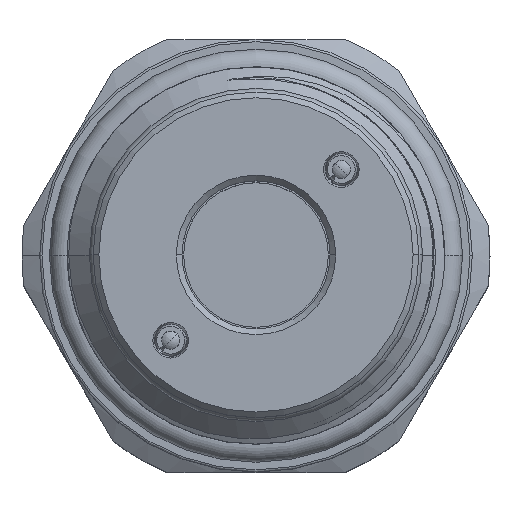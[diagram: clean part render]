
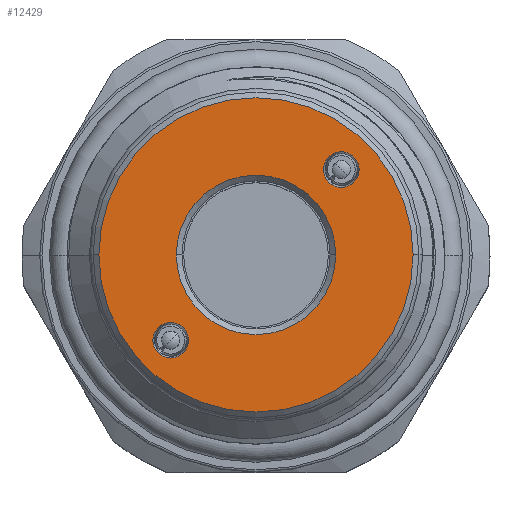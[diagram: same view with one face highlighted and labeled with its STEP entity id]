
A CAD part, top view. The second image highlights one B-rep face of the part: STEP entity #12429.
In plain terms, the highlighted planar face has unit normal (0, 0, 1).
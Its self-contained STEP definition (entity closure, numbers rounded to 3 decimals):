
#43 = CIRCLE ( 'NONE', #6864, 13.8 ) ;
#250 = EDGE_CURVE ( 'NONE', #14400, #15367, #14293, .T. ) ;
#413 = CARTESIAN_POINT ( 'NONE',  ( -7.495, -7.495, 0. ) ) ;
#427 = FACE_BOUND ( 'NONE', #12110, .T. ) ;
#511 = DIRECTION ( 'NONE',  ( 0., 0., 1. ) ) ;
#543 = DIRECTION ( 'NONE',  ( 1., 0., 0. ) ) ;
#712 = EDGE_CURVE ( 'NONE', #17296, #6818, #10038, .T. ) ;
#833 = AXIS2_PLACEMENT_3D ( 'NONE', #7526, #511, #10061 ) ;
#1007 = CIRCLE ( 'NONE', #7836, 1.561 ) ;
#1776 = DIRECTION ( 'NONE',  ( 0., -1., 0. ) ) ;
#1821 = EDGE_CURVE ( 'NONE', #5952, #3430, #15948, .T. ) ;
#1932 = EDGE_CURVE ( 'NONE', #15367, #14400, #43, .T. ) ;
#2136 = EDGE_LOOP ( 'NONE', ( #6763, #5915 ) ) ;
#2699 = EDGE_CURVE ( 'NONE', #3430, #5952, #8495, .T. ) ;
#2785 = CARTESIAN_POINT ( 'NONE',  ( 7.495, 7.495, 0. ) ) ;
#2798 = DIRECTION ( 'NONE',  ( 1., 0., 0. ) ) ;
#3020 = AXIS2_PLACEMENT_3D ( 'NONE', #3504, #4934, #17043 ) ;
#3369 = CARTESIAN_POINT ( 'NONE',  ( -13.8, 0., 0. ) ) ;
#3430 = VERTEX_POINT ( 'NONE', #14280 ) ;
#3504 = CARTESIAN_POINT ( 'NONE',  ( -7.495, -7.495, 0. ) ) ;
#3970 = DIRECTION ( 'NONE',  ( 1., 0., 0. ) ) ;
#4086 = EDGE_LOOP ( 'NONE', ( #5127, #5729 ) ) ;
#4278 = DIRECTION ( 'NONE',  ( 0., 0., 1. ) ) ;
#4720 = CIRCLE ( 'NONE', #12238, 1.561 ) ;
#4834 = EDGE_CURVE ( 'NONE', #6818, #17296, #9315, .T. ) ;
#4903 = FACE_BOUND ( 'NONE', #4086, .T. ) ;
#4931 = ORIENTED_EDGE ( 'NONE', *, *, #1821, .T. ) ;
#4934 = DIRECTION ( 'NONE',  ( 0., 0., -1. ) ) ;
#5127 = ORIENTED_EDGE ( 'NONE', *, *, #712, .T. ) ;
#5729 = ORIENTED_EDGE ( 'NONE', *, *, #4834, .T. ) ;
#5915 = ORIENTED_EDGE ( 'NONE', *, *, #6934, .T. ) ;
#5952 = VERTEX_POINT ( 'NONE', #9767 ) ;
#6084 = AXIS2_PLACEMENT_3D ( 'NONE', #9025, #17013, #15654 ) ;
#6728 = DIRECTION ( 'NONE',  ( 0., 1., 0. ) ) ;
#6763 = ORIENTED_EDGE ( 'NONE', *, *, #15819, .T. ) ;
#6818 = VERTEX_POINT ( 'NONE', #13658 ) ;
#6864 = AXIS2_PLACEMENT_3D ( 'NONE', #16342, #4278, #2798 ) ;
#6934 = EDGE_CURVE ( 'NONE', #9178, #14802, #1007, .T. ) ;
#7172 = DIRECTION ( 'NONE',  ( 0., 0., -1. ) ) ;
#7265 = CARTESIAN_POINT ( 'NONE',  ( 13.8, 0., 0. ) ) ;
#7526 = CARTESIAN_POINT ( 'NONE',  ( 0., 0., 0. ) ) ;
#7836 = AXIS2_PLACEMENT_3D ( 'NONE', #2785, #16427, #6728 ) ;
#8495 = CIRCLE ( 'NONE', #6084, 7. ) ;
#8685 = CARTESIAN_POINT ( 'NONE',  ( 0., 0., 0. ) ) ;
#8763 = CARTESIAN_POINT ( 'NONE',  ( 7.495, 5.935, 0. ) ) ;
#9025 = CARTESIAN_POINT ( 'NONE',  ( 0., 0., 0. ) ) ;
#9178 = VERTEX_POINT ( 'NONE', #16309 ) ;
#9315 = CIRCLE ( 'NONE', #10739, 1.561 ) ;
#9350 = CARTESIAN_POINT ( 'NONE',  ( 7.495, 7.495, 0. ) ) ;
#9767 = CARTESIAN_POINT ( 'NONE',  ( -7., 0., 0. ) ) ;
#10038 = CIRCLE ( 'NONE', #3020, 1.561 ) ;
#10049 = DIRECTION ( 'NONE',  ( 0., 0., 1. ) ) ;
#10061 = DIRECTION ( 'NONE',  ( 1., 0., 0. ) ) ;
#10739 = AXIS2_PLACEMENT_3D ( 'NONE', #413, #7172, #1776 ) ;
#10910 = DIRECTION ( 'NONE',  ( 0., 0., -1. ) ) ;
#12110 = EDGE_LOOP ( 'NONE', ( #13622, #4931 ) ) ;
#12238 = AXIS2_PLACEMENT_3D ( 'NONE', #9350, #10910, #13631 ) ;
#12429 = ADVANCED_FACE ( 'NONE', ( #17381, #427, #15708, #4903 ), #12843, .T. ) ;
#12843 = PLANE ( 'NONE',  #14140 ) ;
#13622 = ORIENTED_EDGE ( 'NONE', *, *, #2699, .T. ) ;
#13631 = DIRECTION ( 'NONE',  ( 0., 1., 0. ) ) ;
#13658 = CARTESIAN_POINT ( 'NONE',  ( -7.495, -9.056, 0. ) ) ;
#13764 = EDGE_LOOP ( 'NONE', ( #17548, #14004 ) ) ;
#14004 = ORIENTED_EDGE ( 'NONE', *, *, #1932, .T. ) ;
#14140 = AXIS2_PLACEMENT_3D ( 'NONE', #8685, #10049, #543 ) ;
#14280 = CARTESIAN_POINT ( 'NONE',  ( 7., 0., 0. ) ) ;
#14293 = CIRCLE ( 'NONE', #833, 13.8 ) ;
#14400 = VERTEX_POINT ( 'NONE', #3369 ) ;
#14800 = DIRECTION ( 'NONE',  ( 0., 0., -1. ) ) ;
#14802 = VERTEX_POINT ( 'NONE', #8763 ) ;
#15367 = VERTEX_POINT ( 'NONE', #7265 ) ;
#15654 = DIRECTION ( 'NONE',  ( 1., 0., 0. ) ) ;
#15660 = CARTESIAN_POINT ( 'NONE',  ( -7.495, -5.935, 0. ) ) ;
#15708 = FACE_OUTER_BOUND ( 'NONE', #13764, .T. ) ;
#15819 = EDGE_CURVE ( 'NONE', #14802, #9178, #4720, .T. ) ;
#15948 = CIRCLE ( 'NONE', #16502, 7. ) ;
#16001 = CARTESIAN_POINT ( 'NONE',  ( 0., 0., 0. ) ) ;
#16309 = CARTESIAN_POINT ( 'NONE',  ( 7.495, 9.056, 0. ) ) ;
#16342 = CARTESIAN_POINT ( 'NONE',  ( 0., 0., 0. ) ) ;
#16427 = DIRECTION ( 'NONE',  ( 0., 0., -1. ) ) ;
#16502 = AXIS2_PLACEMENT_3D ( 'NONE', #16001, #14800, #3970 ) ;
#17013 = DIRECTION ( 'NONE',  ( 0., 0., -1. ) ) ;
#17043 = DIRECTION ( 'NONE',  ( 0., -1., 0. ) ) ;
#17296 = VERTEX_POINT ( 'NONE', #15660 ) ;
#17381 = FACE_BOUND ( 'NONE', #2136, .T. ) ;
#17548 = ORIENTED_EDGE ( 'NONE', *, *, #250, .T. ) ;
